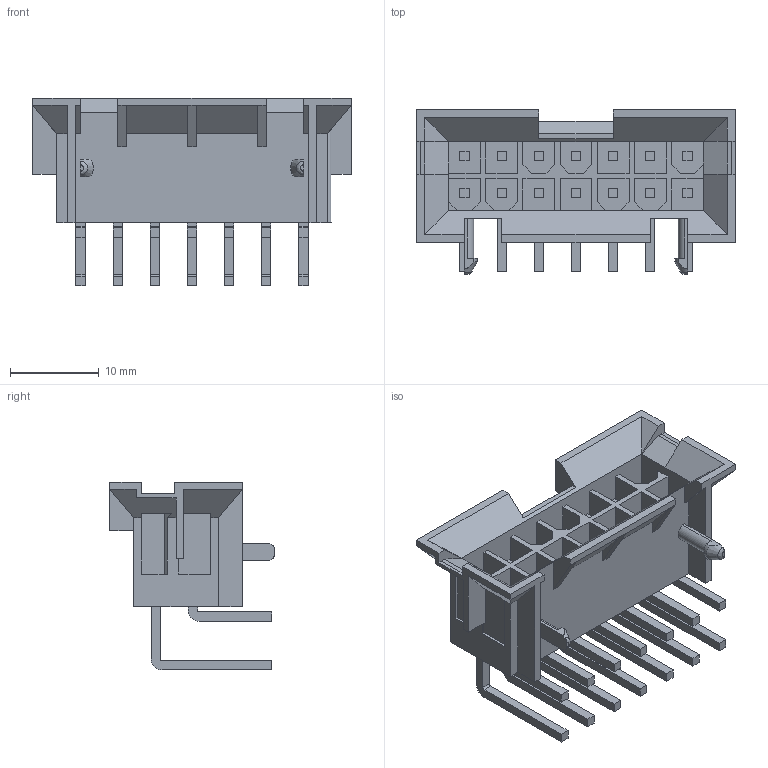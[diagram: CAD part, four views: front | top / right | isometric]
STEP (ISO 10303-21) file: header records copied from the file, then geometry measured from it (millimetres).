
FILE_DESCRIPTION (( 'STEP AP214' ), '1' );
FILE_NAME ('015246140.STEP', '2012-03-13T12:35:23', ( 'JFDuval' ), ( '' ), 'SwSTEP 2.0', 'SolidWorks 2010', '' );
FILE_SCHEMA (( 'AUTOMOTIVE_DESIGN' ));
Length unit declared in the file: millimetre
Products named in the file (1): 015246140
Bounding box: 36 x 18.6 x 21.23 mm (x, y, z)
Volume: 2798.9 mm3; surface area: 5053.3 mm2
Topology: 1 solids, 1 shells, 391 faces, 1053 edges, 694 vertices
Faces by surface type: plane 354, cylinder 33, bspline 2, cone 2
Entity records: 12121 total; most frequent: CARTESIAN_POINT 2245, ORIENTED_EDGE 2106, DIRECTION 1885, EDGE_CURVE 1053, LINE 969, VECTOR 969, VERTEX_POINT 694, AXIS2_PLACEMENT_3D 458
